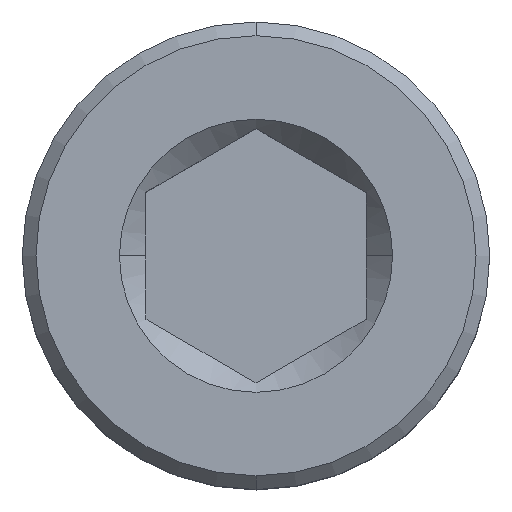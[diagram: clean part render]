
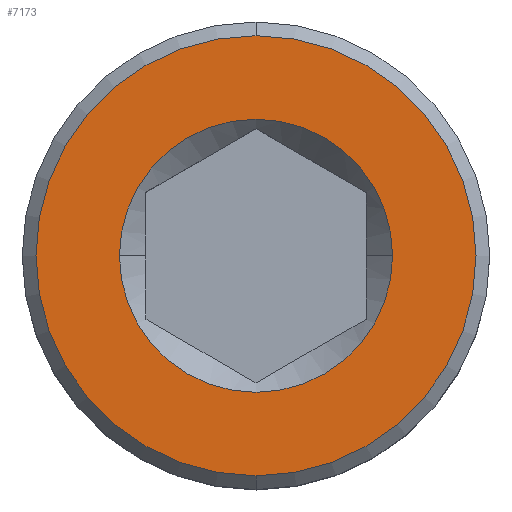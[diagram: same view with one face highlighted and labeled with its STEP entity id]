
A CAD part, top view. The second image highlights one B-rep face of the part: STEP entity #7173.
In plain terms, the highlighted planar face has unit normal (0, 0, 1).
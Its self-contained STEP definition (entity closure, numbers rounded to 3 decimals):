
#65 = EDGE_CURVE ( 'NONE', #2674, #6157, #134, .T. ) ;
#134 = CIRCLE ( 'NONE', #3237, 2.483 ) ;
#315 = AXIS2_PLACEMENT_3D ( 'NONE', #6432, #2812, #2233 ) ;
#405 = PLANE ( 'NONE',  #315 ) ;
#809 = ORIENTED_EDGE ( 'NONE', *, *, #3079, .F. ) ;
#1392 = CARTESIAN_POINT ( 'NONE',  ( 0., 0., 15. ) ) ;
#1399 = CARTESIAN_POINT ( 'NONE',  ( 2.483, 0., 15. ) ) ;
#1437 = CARTESIAN_POINT ( 'NONE',  ( 0., 0., 15. ) ) ;
#1531 = EDGE_LOOP ( 'NONE', ( #7599, #2996 ) ) ;
#1783 = VERTEX_POINT ( 'NONE', #3742 ) ;
#1959 = EDGE_LOOP ( 'NONE', ( #809, #6786 ) ) ;
#2005 = DIRECTION ( 'NONE',  ( 0., 0., -1. ) ) ;
#2233 = DIRECTION ( 'NONE',  ( 0., -1., 0. ) ) ;
#2379 = DIRECTION ( 'NONE',  ( 0., 1., 0. ) ) ;
#2389 = CIRCLE ( 'NONE', #5337, 2.483 ) ;
#2428 = DIRECTION ( 'NONE',  ( 0., 0., 1. ) ) ;
#2674 = VERTEX_POINT ( 'NONE', #4048 ) ;
#2812 = DIRECTION ( 'NONE',  ( 0., 0., 1. ) ) ;
#2996 = ORIENTED_EDGE ( 'NONE', *, *, #65, .F. ) ;
#3079 = EDGE_CURVE ( 'NONE', #1783, #6344, #7052, .T. ) ;
#3237 = AXIS2_PLACEMENT_3D ( 'NONE', #1437, #2428, #3839 ) ;
#3631 = EDGE_CURVE ( 'NONE', #6344, #1783, #4774, .T. ) ;
#3742 = CARTESIAN_POINT ( 'NONE',  ( 0., 4., 15. ) ) ;
#3839 = DIRECTION ( 'NONE',  ( 1., 0., 0. ) ) ;
#4048 = CARTESIAN_POINT ( 'NONE',  ( -2.483, 0., 15. ) ) ;
#4110 = DIRECTION ( 'NONE',  ( 0., 0., -1. ) ) ;
#4758 = CARTESIAN_POINT ( 'NONE',  ( 0., 0., 15. ) ) ;
#4774 = CIRCLE ( 'NONE', #6614, 4. ) ;
#5034 = AXIS2_PLACEMENT_3D ( 'NONE', #1392, #2005, #6127 ) ;
#5177 = CARTESIAN_POINT ( 'NONE',  ( 0., 0., 15. ) ) ;
#5337 = AXIS2_PLACEMENT_3D ( 'NONE', #5177, #7088, #7666 ) ;
#6127 = DIRECTION ( 'NONE',  ( 0., 1., 0. ) ) ;
#6157 = VERTEX_POINT ( 'NONE', #1399 ) ;
#6344 = VERTEX_POINT ( 'NONE', #7055 ) ;
#6432 = CARTESIAN_POINT ( 'NONE',  ( 0., 0., 15. ) ) ;
#6614 = AXIS2_PLACEMENT_3D ( 'NONE', #4758, #4110, #2379 ) ;
#6786 = ORIENTED_EDGE ( 'NONE', *, *, #3631, .F. ) ;
#7052 = CIRCLE ( 'NONE', #5034, 4. ) ;
#7055 = CARTESIAN_POINT ( 'NONE',  ( 0., -4., 15. ) ) ;
#7088 = DIRECTION ( 'NONE',  ( 0., 0., 1. ) ) ;
#7132 = FACE_OUTER_BOUND ( 'NONE', #1959, .T. ) ;
#7173 = ADVANCED_FACE ( 'NONE', ( #7301, #7132 ), #405, .T. ) ;
#7301 = FACE_BOUND ( 'NONE', #1531, .T. ) ;
#7599 = ORIENTED_EDGE ( 'NONE', *, *, #7835, .F. ) ;
#7666 = DIRECTION ( 'NONE',  ( 1., 0., 0. ) ) ;
#7835 = EDGE_CURVE ( 'NONE', #6157, #2674, #2389, .T. ) ;
